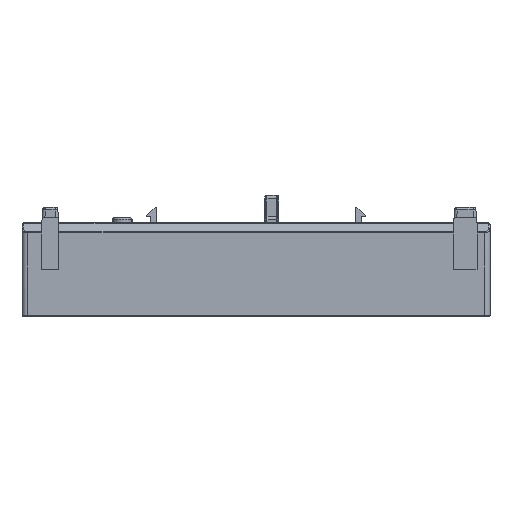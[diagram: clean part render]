
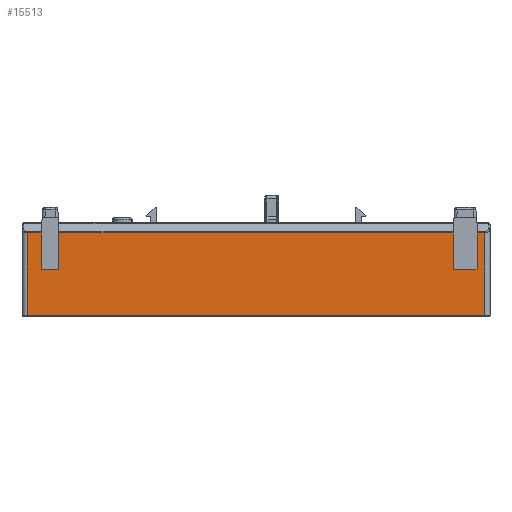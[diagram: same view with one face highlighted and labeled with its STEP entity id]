
A CAD part, front view. The second image highlights one B-rep face of the part: STEP entity #15513.
In plain terms, the highlighted planar face has unit normal (0, -1, 0).
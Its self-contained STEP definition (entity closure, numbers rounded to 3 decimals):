
#5298=DIRECTION('',(0.,0.,1.));
#5299=VECTOR('',#5298,15.776);
#5300=CARTESIAN_POINT('',(89.,3.267,-21.4));
#5301=LINE('',#5300,#5299);
#5312=DIRECTION('',(1.,0.,0.));
#5313=VECTOR('',#5312,3.301);
#5314=CARTESIAN_POINT('',(3.8,3.267,-12.7));
#5315=LINE('',#5314,#5313);
#5319=DIRECTION('',(0.,0.,1.));
#5320=VECTOR('',#5319,7.076);
#5321=CARTESIAN_POINT('',(7.101,3.267,-12.7));
#5322=LINE('',#5321,#5320);
#5326=DIRECTION('',(0.,0.,-1.));
#5327=VECTOR('',#5326,7.076);
#5328=CARTESIAN_POINT('',(83.,3.267,-5.624));
#5329=LINE('',#5328,#5327);
#5333=DIRECTION('',(1.,0.,0.));
#5334=VECTOR('',#5333,4.5);
#5335=CARTESIAN_POINT('',(83.,3.267,-12.7));
#5336=LINE('',#5335,#5334);
#5340=DIRECTION('',(0.,0.,1.));
#5341=VECTOR('',#5340,7.076);
#5342=CARTESIAN_POINT('',(87.5,3.267,-12.7));
#5343=LINE('',#5342,#5341);
#5354=DIRECTION('',(0.,0.,-1.));
#5355=VECTOR('',#5354,15.776);
#5356=CARTESIAN_POINT('',(1.,3.267,-5.624));
#5357=LINE('',#5356,#5355);
#5427=DIRECTION('',(1.,0.,0.));
#5428=VECTOR('',#5427,88.);
#5429=CARTESIAN_POINT('',(1.,3.267,-21.4));
#5430=LINE('',#5429,#5428);
#6614=DIRECTION('',(-1.,0.,0.));
#6615=VECTOR('',#6614,2.8);
#6616=CARTESIAN_POINT('',(3.8,3.267,-5.624));
#6617=LINE('',#6616,#6615);
#6621=DIRECTION('',(0.,0.,1.));
#6622=VECTOR('',#6621,7.076);
#6623=CARTESIAN_POINT('',(3.8,3.267,-12.7));
#6624=LINE('',#6623,#6622);
#6929=DIRECTION('',(-1.,0.,0.));
#6930=VECTOR('',#6929,75.899);
#6931=CARTESIAN_POINT('',(83.,3.267,-5.624));
#6932=LINE('',#6931,#6930);
#7107=DIRECTION('',(-1.,0.,0.));
#7108=VECTOR('',#7107,1.5);
#7109=CARTESIAN_POINT('',(89.,3.267,-5.624));
#7110=LINE('',#7109,#7108);
#10288=CARTESIAN_POINT('',(1.,3.267,-5.624));
#10289=VERTEX_POINT('',#10288);
#10897=CARTESIAN_POINT('',(1.,3.267,-21.4));
#10898=VERTEX_POINT('',#10897);
#10899=CARTESIAN_POINT('',(3.8,3.267,-5.624));
#10900=VERTEX_POINT('',#10899);
#10901=CARTESIAN_POINT('',(3.8,3.267,-12.7));
#10902=VERTEX_POINT('',#10901);
#10903=CARTESIAN_POINT('',(7.101,3.267,-12.7));
#10904=VERTEX_POINT('',#10903);
#10905=CARTESIAN_POINT('',(7.101,3.267,
-5.624));
#10906=VERTEX_POINT('',#10905);
#10907=CARTESIAN_POINT('',(83.,3.267,-5.624));
#10908=VERTEX_POINT('',#10907);
#10909=CARTESIAN_POINT('',(83.,3.267,-12.7));
#10910=VERTEX_POINT('',#10909);
#10911=CARTESIAN_POINT('',(87.5,3.267,-12.7));
#10912=VERTEX_POINT('',#10911);
#10913=CARTESIAN_POINT('',(87.5,3.267,-5.624));
#10914=VERTEX_POINT('',#10913);
#10915=CARTESIAN_POINT('',(89.,3.267,-5.624));
#10916=VERTEX_POINT('',#10915);
#10917=CARTESIAN_POINT('',(89.,3.267,-21.4));
#10918=VERTEX_POINT('',#10917);
#15483=CARTESIAN_POINT('',(0.,3.267,-12.7));
#15484=DIRECTION('',(0.,-1.,0.));
#15485=DIRECTION('',(1.,0.,0.));
#15486=AXIS2_PLACEMENT_3D('',#15483,#15484,#15485);
#15487=PLANE('',#15486);
#15489=ORIENTED_EDGE('',*,*,#15488,.F.);
#15491=ORIENTED_EDGE('',*,*,#15490,.F.);
#15493=ORIENTED_EDGE('',*,*,#15492,.F.);
#15495=ORIENTED_EDGE('',*,*,#15494,.T.);
#15497=ORIENTED_EDGE('',*,*,#15496,.T.);
#15499=ORIENTED_EDGE('',*,*,#15498,.F.);
#15501=ORIENTED_EDGE('',*,*,#15500,.T.);
#15503=ORIENTED_EDGE('',*,*,#15502,.T.);
#15505=ORIENTED_EDGE('',*,*,#15504,.T.);
#15507=ORIENTED_EDGE('',*,*,#15506,.F.);
#15508=ORIENTED_EDGE('',*,*,#15473,.F.);
#15510=ORIENTED_EDGE('',*,*,#15509,.F.);
#15511=EDGE_LOOP('',(#15489,#15491,#15493,#15495,#15497,#15499,#15501,#15503,
#15505,#15507,#15508,#15510));
#15512=FACE_OUTER_BOUND('',#15511,.F.);
#15513=ADVANCED_FACE('',(#15512),#15487,.T.);
#15473=EDGE_CURVE('',#10918,#10916,#5301,.T.);
#15488=EDGE_CURVE('',#10289,#10898,#5357,.T.);
#15490=EDGE_CURVE('',#10900,#10289,#6617,.T.);
#15492=EDGE_CURVE('',#10902,#10900,#6624,.T.);
#15494=EDGE_CURVE('',#10902,#10904,#5315,.T.);
#15496=EDGE_CURVE('',#10904,#10906,#5322,.T.);
#15498=EDGE_CURVE('',#10908,#10906,#6932,.T.);
#15500=EDGE_CURVE('',#10908,#10910,#5329,.T.);
#15502=EDGE_CURVE('',#10910,#10912,#5336,.T.);
#15504=EDGE_CURVE('',#10912,#10914,#5343,.T.);
#15506=EDGE_CURVE('',#10916,#10914,#7110,.T.);
#15509=EDGE_CURVE('',#10898,#10918,#5430,.T.);
